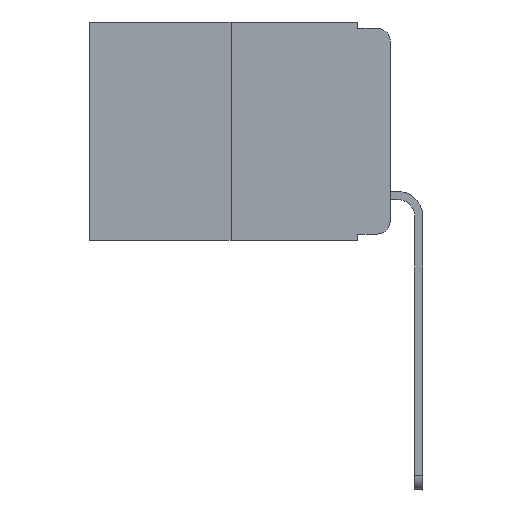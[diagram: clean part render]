
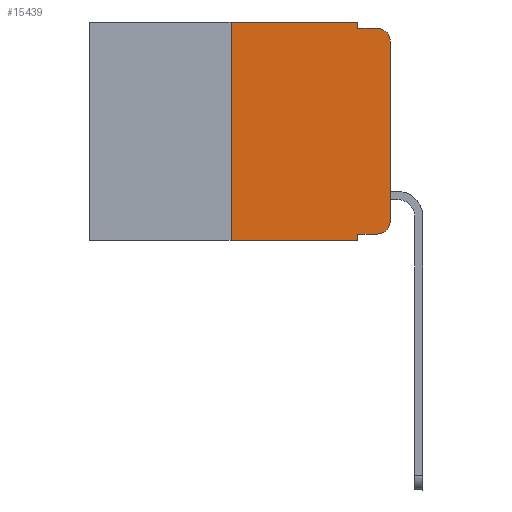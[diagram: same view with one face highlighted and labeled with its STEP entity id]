
A CAD part, left-side view. The second image highlights one B-rep face of the part: STEP entity #15439.
In plain terms, the highlighted planar face has unit normal (-1, 0, 0).
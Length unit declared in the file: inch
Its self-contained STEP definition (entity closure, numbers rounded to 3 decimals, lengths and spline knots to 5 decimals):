
#168 = VECTOR ( 'NONE', #8796, 39.37008 ) ;
#415 = ORIENTED_EDGE ( 'NONE', *, *, #8866, .T. ) ;
#538 = CARTESIAN_POINT ( 'NONE',  ( 0., 0.473, 0. ) ) ;
#646 = EDGE_LOOP ( 'NONE', ( #14212, #8894, #13282, #1028, #4244, #1833, #1408, #15649, #415, #12473 ) ) ;
#931 = DIRECTION ( 'NONE',  ( -1., 0., 0. ) ) ;
#1028 = ORIENTED_EDGE ( 'NONE', *, *, #2384, .F. ) ;
#1393 = LINE ( 'NONE', #5047, #8240 ) ;
#1408 = ORIENTED_EDGE ( 'NONE', *, *, #6849, .T. ) ;
#1540 = CARTESIAN_POINT ( 'NONE',  ( 0., 0.02, -0.03 ) ) ;
#1736 = EDGE_CURVE ( 'NONE', #14679, #8269, #2062, .T. ) ;
#1833 = ORIENTED_EDGE ( 'NONE', *, *, #6356, .F. ) ;
#1866 = CARTESIAN_POINT ( 'NONE',  ( 0., 0.051, -0.01 ) ) ;
#2062 = LINE ( 'NONE', #6995, #6968 ) ;
#2376 = CARTESIAN_POINT ( 'NONE',  ( 0., 0.02, -0.313 ) ) ;
#2384 = EDGE_CURVE ( 'NONE', #14423, #5716, #1393, .T. ) ;
#2608 = VECTOR ( 'NONE', #6637, 39.37008 ) ;
#3065 = VERTEX_POINT ( 'NONE', #11833 ) ;
#3442 = DIRECTION ( 'NONE',  ( 0., 0., -1. ) ) ;
#4024 = AXIS2_PLACEMENT_3D ( 'NONE', #2376, #931, #3442 ) ;
#4225 = VERTEX_POINT ( 'NONE', #10963 ) ;
#4244 = ORIENTED_EDGE ( 'NONE', *, *, #15420, .F. ) ;
#4281 = DIRECTION ( 'NONE',  ( 0., 0., -1. ) ) ;
#4338 = DIRECTION ( 'NONE',  ( 0., 0., 1. ) ) ;
#4711 = CARTESIAN_POINT ( 'NONE',  ( 0., 0., -0.03 ) ) ;
#4956 = CARTESIAN_POINT ( 'NONE',  ( 0., 0.051, 0. ) ) ;
#4978 = DIRECTION ( 'NONE',  ( -1., 0., 0. ) ) ;
#5047 = CARTESIAN_POINT ( 'NONE',  ( 0., 0.051, 0. ) ) ;
#5183 = CARTESIAN_POINT ( 'NONE',  ( 0., 0.051, -0.333 ) ) ;
#5284 = AXIS2_PLACEMENT_3D ( 'NONE', #1540, #4978, #11598 ) ;
#5336 = LINE ( 'NONE', #5183, #9495 ) ;
#5498 = CARTESIAN_POINT ( 'NONE',  ( 0., 0.473, 0. ) ) ;
#5716 = VERTEX_POINT ( 'NONE', #1866 ) ;
#6007 = LINE ( 'NONE', #4956, #12739 ) ;
#6047 = CARTESIAN_POINT ( 'NONE',  ( 0., 0.473, -0.343 ) ) ;
#6356 = EDGE_CURVE ( 'NONE', #11952, #3065, #16031, .T. ) ;
#6637 = DIRECTION ( 'NONE',  ( 0., -1., 0. ) ) ;
#6786 = LINE ( 'NONE', #538, #2608 ) ;
#6849 = EDGE_CURVE ( 'NONE', #11952, #6981, #8636, .T. ) ;
#6968 = VECTOR ( 'NONE', #4338, 39.37008 ) ;
#6981 = VERTEX_POINT ( 'NONE', #15203 ) ;
#6995 = CARTESIAN_POINT ( 'NONE',  ( 0., 0., 0. ) ) ;
#8143 = VERTEX_POINT ( 'NONE', #14287 ) ;
#8240 = VECTOR ( 'NONE', #9984, 39.37008 ) ;
#8269 = VERTEX_POINT ( 'NONE', #4711 ) ;
#8569 = CARTESIAN_POINT ( 'NONE',  ( 0., 0.25, 0. ) ) ;
#8636 = LINE ( 'NONE', #6047, #168 ) ;
#8657 = DIRECTION ( 'NONE',  ( 0., 0., 1. ) ) ;
#8796 = DIRECTION ( 'NONE',  ( 0., -1., 0. ) ) ;
#8866 = EDGE_CURVE ( 'NONE', #8143, #4225, #5336, .T. ) ;
#8889 = EDGE_CURVE ( 'NONE', #5716, #11862, #12647, .T. ) ;
#8894 = ORIENTED_EDGE ( 'NONE', *, *, #11813, .T. ) ;
#8936 = CIRCLE ( 'NONE', #4024, 0.02 ) ;
#8982 = DIRECTION ( 'NONE',  ( 0., -1., 0. ) ) ;
#9068 = AXIS2_PLACEMENT_3D ( 'NONE', #5498, #15387, #4281 ) ;
#9132 = CARTESIAN_POINT ( 'NONE',  ( 0., 0.051, -0.01 ) ) ;
#9495 = VECTOR ( 'NONE', #8982, 39.37008 ) ;
#9607 = EDGE_CURVE ( 'NONE', #8143, #6981, #6007, .T. ) ;
#9984 = DIRECTION ( 'NONE',  ( 0., 0., -1. ) ) ;
#10963 = CARTESIAN_POINT ( 'NONE',  ( 0., 0.02, -0.333 ) ) ;
#11439 = CARTESIAN_POINT ( 'NONE',  ( 0., 0.02, -0.01 ) ) ;
#11598 = DIRECTION ( 'NONE',  ( 0., 0., -1. ) ) ;
#11813 = EDGE_CURVE ( 'NONE', #8269, #11862, #12801, .T. ) ;
#11833 = CARTESIAN_POINT ( 'NONE',  ( 0., 0.25, 0. ) ) ;
#11862 = VERTEX_POINT ( 'NONE', #11439 ) ;
#11952 = VERTEX_POINT ( 'NONE', #15482 ) ;
#12178 = CARTESIAN_POINT ( 'NONE',  ( 0., 0., -0.313 ) ) ;
#12473 = ORIENTED_EDGE ( 'NONE', *, *, #14253, .T. ) ;
#12568 = DIRECTION ( 'NONE',  ( 0., -1., 0. ) ) ;
#12647 = LINE ( 'NONE', #9132, #14421 ) ;
#12739 = VECTOR ( 'NONE', #14760, 39.37008 ) ;
#12801 = CIRCLE ( 'NONE', #5284, 0.02 ) ;
#13111 = VECTOR ( 'NONE', #8657, 39.37008 ) ;
#13282 = ORIENTED_EDGE ( 'NONE', *, *, #8889, .F. ) ;
#13945 = FACE_OUTER_BOUND ( 'NONE', #646, .T. ) ;
#14212 = ORIENTED_EDGE ( 'NONE', *, *, #1736, .T. ) ;
#14253 = EDGE_CURVE ( 'NONE', #4225, #14679, #8936, .T. ) ;
#14287 = CARTESIAN_POINT ( 'NONE',  ( 0., 0.051, -0.333 ) ) ;
#14421 = VECTOR ( 'NONE', #12568, 39.37008 ) ;
#14423 = VERTEX_POINT ( 'NONE', #14864 ) ;
#14679 = VERTEX_POINT ( 'NONE', #12178 ) ;
#14760 = DIRECTION ( 'NONE',  ( 0., 0., -1. ) ) ;
#14864 = CARTESIAN_POINT ( 'NONE',  ( 0., 0.051, 0. ) ) ;
#15203 = CARTESIAN_POINT ( 'NONE',  ( 0., 0.051, -0.343 ) ) ;
#15228 = PLANE ( 'NONE',  #9068 ) ;
#15387 = DIRECTION ( 'NONE',  ( 1., 0., 0. ) ) ;
#15420 = EDGE_CURVE ( 'NONE', #3065, #14423, #6786, .T. ) ;
#15439 = ADVANCED_FACE ( 'NONE', ( #13945 ), #15228, .F. ) ;
#15482 = CARTESIAN_POINT ( 'NONE',  ( 0., 0.25, -0.343 ) ) ;
#15649 = ORIENTED_EDGE ( 'NONE', *, *, #9607, .F. ) ;
#16031 = LINE ( 'NONE', #8569, #13111 ) ;
